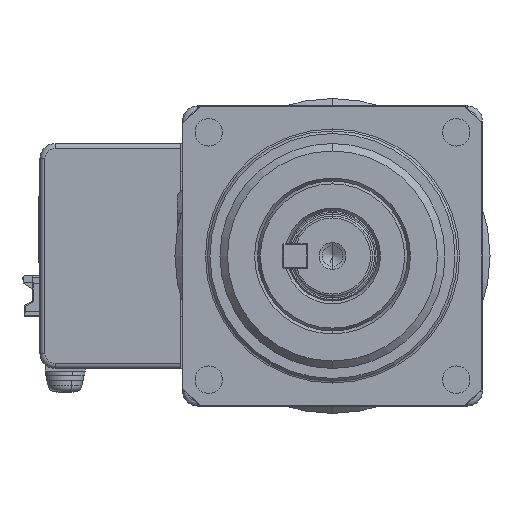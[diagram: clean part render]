
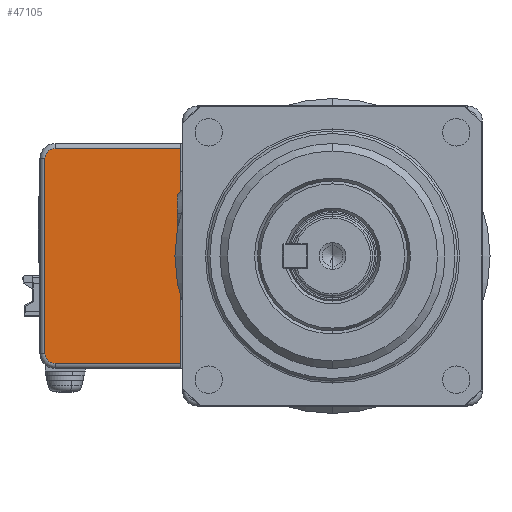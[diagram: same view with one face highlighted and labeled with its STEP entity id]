
A CAD part, left-side view. The second image highlights one B-rep face of the part: STEP entity #47105.
In plain terms, the highlighted planar face has unit normal (-1, 0, 0).
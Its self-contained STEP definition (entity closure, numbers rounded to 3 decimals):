
#2681 = AXIS2_PLACEMENT_3D ( 'NONE', #93120, #30332, #103339 ) ;
#5818 = EDGE_CURVE ( 'NONE', #53945, #32674, #56075, .T. ) ;
#8500 = DIRECTION ( 'NONE',  ( 1., 0., 0. ) ) ;
#9839 = PLANE ( 'NONE',  #62517 ) ;
#10911 = DIRECTION ( 'NONE',  ( 0., 0., -1. ) ) ;
#12417 = VECTOR ( 'NONE', #78118, 1000. ) ;
#12575 = LINE ( 'NONE', #112885, #123882 ) ;
#13866 = ORIENTED_EDGE ( 'NONE', *, *, #97450, .T. ) ;
#19803 = CARTESIAN_POINT ( 'NONE',  ( -47., 85.5, -10.5 ) ) ;
#22270 = FACE_OUTER_BOUND ( 'NONE', #116467, .T. ) ;
#24507 = CARTESIAN_POINT ( 'NONE',  ( -47., 85.5, -8.5 ) ) ;
#30245 = CARTESIAN_POINT ( 'NONE',  ( -47., 0., 0. ) ) ;
#30332 = DIRECTION ( 'NONE',  ( -1., 0., 0. ) ) ;
#30682 = DIRECTION ( 'NONE',  ( 0., 0., -1. ) ) ;
#32674 = VERTEX_POINT ( 'NONE', #83932 ) ;
#32804 = ORIENTED_EDGE ( 'NONE', *, *, #113397, .T. ) ;
#34579 = CARTESIAN_POINT ( 'NONE',  ( -47., 85.5, -51.5 ) ) ;
#41573 = CARTESIAN_POINT ( 'NONE',  ( -47., 0., -51.5 ) ) ;
#47105 = ADVANCED_FACE ( 'NONE', ( #22270 ), #9839, .F. ) ;
#50917 = DIRECTION ( 'NONE',  ( 0., -1., 0. ) ) ;
#50947 = AXIS2_PLACEMENT_3D ( 'NONE', #19803, #134643, #113706 ) ;
#53945 = VERTEX_POINT ( 'NONE', #34579 ) ;
#54391 = EDGE_CURVE ( 'NONE', #94531, #53945, #116778, .T. ) ;
#56075 = LINE ( 'NONE', #41573, #104339 ) ;
#61836 = VERTEX_POINT ( 'NONE', #109059 ) ;
#62517 = AXIS2_PLACEMENT_3D ( 'NONE', #30245, #8500, #30682 ) ;
#62571 = VERTEX_POINT ( 'NONE', #24507 ) ;
#67912 = CARTESIAN_POINT ( 'NONE',  ( -47., 85.5, -8.5 ) ) ;
#68758 = VECTOR ( 'NONE', #10911, 1000. ) ;
#69715 = CARTESIAN_POINT ( 'NONE',  ( -47., 87.5, -10.5 ) ) ;
#73586 = CIRCLE ( 'NONE', #50947, 2. ) ;
#73780 = LINE ( 'NONE', #108420, #68758 ) ;
#75912 = ORIENTED_EDGE ( 'NONE', *, *, #5818, .T. ) ;
#78118 = DIRECTION ( 'NONE',  ( 0., 1., 0. ) ) ;
#79486 = DIRECTION ( 'NONE',  ( 0., 0., -1. ) ) ;
#83932 = CARTESIAN_POINT ( 'NONE',  ( -47., 60.5, -51.5 ) ) ;
#86384 = ORIENTED_EDGE ( 'NONE', *, *, #54391, .T. ) ;
#90580 = LINE ( 'NONE', #67912, #12417 ) ;
#93120 = CARTESIAN_POINT ( 'NONE',  ( -47., 85.5, -49.5 ) ) ;
#94531 = VERTEX_POINT ( 'NONE', #136293 ) ;
#97450 = EDGE_CURVE ( 'NONE', #61836, #62571, #90580, .T. ) ;
#103339 = DIRECTION ( 'NONE',  ( 0., 0., -1. ) ) ;
#104339 = VECTOR ( 'NONE', #50917, 1000. ) ;
#105308 = EDGE_CURVE ( 'NONE', #61836, #32674, #73780, .T. ) ;
#108420 = CARTESIAN_POINT ( 'NONE',  ( -47., 60.5, 0. ) ) ;
#109059 = CARTESIAN_POINT ( 'NONE',  ( -47., 60.5, -8.5 ) ) ;
#112885 = CARTESIAN_POINT ( 'NONE',  ( -47., 87.5, 0. ) ) ;
#113397 = EDGE_CURVE ( 'NONE', #127365, #94531, #12575, .T. ) ;
#113706 = DIRECTION ( 'NONE',  ( 0., 0., -1. ) ) ;
#115761 = ORIENTED_EDGE ( 'NONE', *, *, #105308, .F. ) ;
#116467 = EDGE_LOOP ( 'NONE', ( #115761, #13866, #122596, #32804, #86384, #75912 ) ) ;
#116778 = CIRCLE ( 'NONE', #2681, 2. ) ;
#122596 = ORIENTED_EDGE ( 'NONE', *, *, #130474, .T. ) ;
#123882 = VECTOR ( 'NONE', #79486, 1000. ) ;
#127365 = VERTEX_POINT ( 'NONE', #69715 ) ;
#130474 = EDGE_CURVE ( 'NONE', #62571, #127365, #73586, .T. ) ;
#134643 = DIRECTION ( 'NONE',  ( -1., 0., 0. ) ) ;
#136293 = CARTESIAN_POINT ( 'NONE',  ( -47., 87.5, -49.5 ) ) ;
